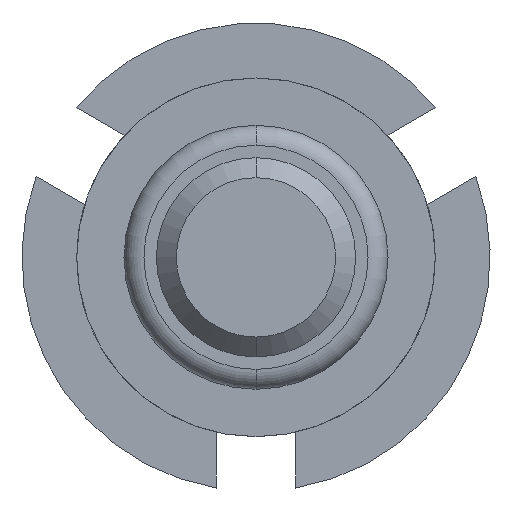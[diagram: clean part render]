
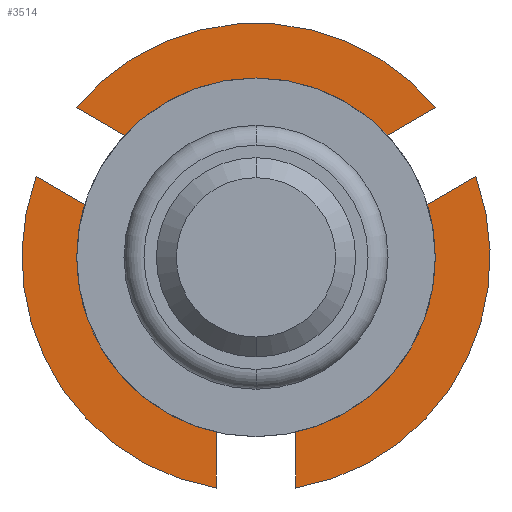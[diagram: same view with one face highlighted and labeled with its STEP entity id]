
A CAD part, front view. The second image highlights one B-rep face of the part: STEP entity #3514.
In plain terms, the highlighted planar face has unit normal (0, -1, 0).
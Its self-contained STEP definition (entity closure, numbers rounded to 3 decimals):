
#34 = LINE ( 'NONE', #3898, #1806 ) ;
#90 = VERTEX_POINT ( 'NONE', #3037 ) ;
#92 = ORIENTED_EDGE ( 'NONE', *, *, #1642, .F. ) ;
#155 = CARTESIAN_POINT ( 'NONE',  ( 0., 5.5, 1.075 ) ) ;
#263 = CARTESIAN_POINT ( 'NONE',  ( 0.4, 5.5, -2.316 ) ) ;
#299 = ORIENTED_EDGE ( 'NONE', *, *, #4915, .F. ) ;
#340 = CARTESIAN_POINT ( 'NONE',  ( 1.655, 5.5, 0. ) ) ;
#393 = VERTEX_POINT ( 'NONE', #4321 ) ;
#412 = VECTOR ( 'NONE', #1040, 1000. ) ;
#491 = VERTEX_POINT ( 'NONE', #2909 ) ;
#534 = CARTESIAN_POINT ( 'NONE',  ( 1.186, 5.5, 1.146 ) ) ;
#560 = CARTESIAN_POINT ( 'NONE',  ( 0., 5.5, 0. ) ) ;
#590 = VECTOR ( 'NONE', #1532, 1000. ) ;
#593 = LINE ( 'NONE', #2961, #3653 ) ;
#612 = EDGE_LOOP ( 'NONE', ( #1527, #4002, #4325, #2271 ) ) ;
#636 = VERTEX_POINT ( 'NONE', #4127 ) ;
#768 = CARTESIAN_POINT ( 'NONE',  ( -0.2, 5.5, 0.346 ) ) ;
#785 = AXIS2_PLACEMENT_3D ( 'NONE', #560, #2858, #3283 ) ;
#824 = ORIENTED_EDGE ( 'NONE', *, *, #3555, .F. ) ;
#834 = DIRECTION ( 'NONE',  ( 0.866, 0., 0.5 ) ) ;
#929 = DIRECTION ( 'NONE',  ( 0., 0., -1. ) ) ;
#989 = ORIENTED_EDGE ( 'NONE', *, *, #3057, .F. ) ;
#1040 = DIRECTION ( 'NONE',  ( -0.839, 0., 0.545 ) ) ;
#1046 = CARTESIAN_POINT ( 'NONE',  ( 0., 5.5, 0. ) ) ;
#1053 = EDGE_CURVE ( 'Defeature ausgef�hrt4_42+Defeature ausgef�hrt4_26+Defeature ausgef�hrt4_43+Defeature ausgef�hrt4_41', #636, #1289, #1969, .T. ) ;
#1105 = CARTESIAN_POINT ( 'NONE',  ( 0., 5.5, 1.075 ) ) ;
#1107 = DIRECTION ( 'NONE',  ( 0.5, 0., 0.866 ) ) ;
#1126 = VERTEX_POINT ( 'NONE', #1210 ) ;
#1146 = VECTOR ( 'NONE', #1869, 1000. ) ;
#1210 = CARTESIAN_POINT ( 'NONE',  ( 1.586, 5.5, 0.454 ) ) ;
#1247 = CARTESIAN_POINT ( 'NONE',  ( 0., 5.5, 0. ) ) ;
#1289 = VERTEX_POINT ( 'NONE', #4501 ) ;
#1290 = EDGE_CURVE ( 'Defeature ausgef�hrt4_19+Defeature ausgef�hrt4_26+Defeature ausgef�hrt4_41+Defeature ausgef�hrt4_40', #3733, #3885, #1781, .T. ) ;
#1369 = CARTESIAN_POINT ( 'NONE',  ( 0., 5.5, -1.6 ) ) ;
#1442 = LINE ( 'NONE', #768, #3597 ) ;
#1487 = ORIENTED_EDGE ( 'NONE', *, *, #4089, .F. ) ;
#1518 = DIRECTION ( 'NONE',  ( 0., 0., -1. ) ) ;
#1527 = ORIENTED_EDGE ( 'NONE', *, *, #3901, .F. ) ;
#1532 = DIRECTION ( 'NONE',  ( 0.839, 0., 0.545 ) ) ;
#1546 = ORIENTED_EDGE ( 'NONE', *, *, #3363, .F. ) ;
#1568 = DIRECTION ( 'NONE',  ( -0.866, 0., 0.5 ) ) ;
#1587 = VERTEX_POINT ( 'NONE', #5083 ) ;
#1642 = EDGE_CURVE ( 'Defeature ausgef�hrt4_38+Defeature ausgef�hrt4_26+Defeature ausgef�hrt4_39+Defeature ausgef�hrt4_20', #1126, #3862, #3256, .T. ) ;
#1666 = ORIENTED_EDGE ( 'NONE', *, *, #1290, .F. ) ;
#1670 = EDGE_LOOP ( 'NONE', ( #1487, #1858, #824, #2638, #2887, #3059, #1546, #299, #92, #2422, #989, #1666 ) ) ;
#1781 = CIRCLE ( 'NONE', #785, 2.35 ) ;
#1806 = VECTOR ( 'NONE', #4249, 1000. ) ;
#1858 = ORIENTED_EDGE ( 'NONE', *, *, #1053, .F. ) ;
#1869 = DIRECTION ( 'NONE',  ( 0., 0., -1. ) ) ;
#1871 = LINE ( 'NONE', #2332, #4530 ) ;
#1880 = CARTESIAN_POINT ( 'NONE',  ( 0., 5.5, -1.075 ) ) ;
#1907 = VECTOR ( 'NONE', #834, 1000. ) ;
#1939 = CARTESIAN_POINT ( 'NONE',  ( 0.2, 5.5, -0.346 ) ) ;
#1969 = LINE ( 'NONE', #3060, #4188 ) ;
#2017 = VECTOR ( 'NONE', #4431, 1000. ) ;
#2109 = DIRECTION ( 'NONE',  ( -1., 0., 0. ) ) ;
#2271 = ORIENTED_EDGE ( 'NONE', *, *, #2739, .F. ) ;
#2282 = EDGE_CURVE ( 'Defeature ausgef�hrt4_39+Defeature ausgef�hrt4_26+Defeature ausgef�hrt4_40+Defeature ausgef�hrt4_38', #4461, #1126, #2686, .T. ) ;
#2292 = CARTESIAN_POINT ( 'NONE',  ( -0.2, 5.5, -0.346 ) ) ;
#2318 = EDGE_CURVE ( 'Defeature ausgef�hrt4_36+Defeature ausgef�hrt4_26+Defeature ausgef�hrt4_37+Defeature ausgef�hrt4_35', #4979, #491, #4909, .T. ) ;
#2332 = CARTESIAN_POINT ( 'NONE',  ( 0.2, 5.5, 0.346 ) ) ;
#2422 = ORIENTED_EDGE ( 'NONE', *, *, #2282, .F. ) ;
#2435 = CARTESIAN_POINT ( 'NONE',  ( -1.805, 5.5, 1.504 ) ) ;
#2445 = VECTOR ( 'NONE', #2109, 1000. ) ;
#2483 = VERTEX_POINT ( 'NONE', #263 ) ;
#2528 = EDGE_CURVE ( 'Defeature ausgef�hrt4_35+Defeature ausgef�hrt4_26+Defeature ausgef�hrt4_36+Defeature ausgef�hrt4_34', #491, #393, #2801, .T. ) ;
#2530 = DIRECTION ( 'NONE',  ( 0., 0., -1. ) ) ;
#2601 = CARTESIAN_POINT ( 'NONE',  ( -2.205, 5.5, 0.811 ) ) ;
#2638 = ORIENTED_EDGE ( 'NONE', *, *, #4948, .F. ) ;
#2679 = CARTESIAN_POINT ( 'NONE',  ( -0.4, 5.5, 0. ) ) ;
#2686 = LINE ( 'NONE', #3177, #2017 ) ;
#2739 = EDGE_CURVE ( 'Defeature ausgef�hrt4_27+Defeature ausgef�hrt4_26+Defeature ausgef�hrt4_28+Defeature ausgef�hrt4_30', #5042, #1587, #4293, .T. ) ;
#2773 = DIRECTION ( 'NONE',  ( -0.866, 0., -0.5 ) ) ;
#2801 = LINE ( 'NONE', #2679, #1146 ) ;
#2842 = AXIS2_PLACEMENT_3D ( 'NONE', #1046, #4251, #1518 ) ;
#2858 = DIRECTION ( 'NONE',  ( 0., 1., 0. ) ) ;
#2887 = ORIENTED_EDGE ( 'NONE', *, *, #2528, .F. ) ;
#2909 = CARTESIAN_POINT ( 'NONE',  ( -0.4, 5.5, -1.6 ) ) ;
#2961 = CARTESIAN_POINT ( 'NONE',  ( 0.4, 5.5, 0. ) ) ;
#2979 = VERTEX_POINT ( 'NONE', #2601 ) ;
#3035 = AXIS2_PLACEMENT_3D ( 'NONE', #4898, #4882, #2530 ) ;
#3037 = CARTESIAN_POINT ( 'NONE',  ( 1.655, 5.5, 0. ) ) ;
#3057 = EDGE_CURVE ( 'Defeature ausgef�hrt4_40+Defeature ausgef�hrt4_26+Defeature ausgef�hrt4_19+Defeature ausgef�hrt4_39', #3885, #4461, #1442, .T. ) ;
#3059 = ORIENTED_EDGE ( 'NONE', *, *, #2318, .F. ) ;
#3060 = CARTESIAN_POINT ( 'NONE',  ( -1.386, 5.5, 0.8 ) ) ;
#3177 = CARTESIAN_POINT ( 'NONE',  ( 1.386, 5.5, 0.8 ) ) ;
#3256 = LINE ( 'NONE', #1939, #1907 ) ;
#3283 = DIRECTION ( 'NONE',  ( 0., 0., -1. ) ) ;
#3363 = EDGE_CURVE ( 'Defeature ausgef�hrt4_37+Defeature ausgef�hrt4_26+Defeature ausgef�hrt4_20+Defeature ausgef�hrt4_36', #2483, #4979, #593, .T. ) ;
#3391 = PLANE ( 'NONE',  #2842 ) ;
#3398 = CIRCLE ( 'NONE', #3948, 2.35 ) ;
#3412 = VECTOR ( 'NONE', #4041, 1000. ) ;
#3471 = VECTOR ( 'NONE', #3917, 1000. ) ;
#3514 = ADVANCED_FACE ( 'Defeature ausgef�hrt4_26', ( #4901, #4289 ), #3391, .T. ) ;
#3552 = VERTEX_POINT ( 'NONE', #1880 ) ;
#3555 = EDGE_CURVE ( 'Defeature ausgef�hrt4_43+Defeature ausgef�hrt4_26+Defeature ausgef�hrt4_34+Defeature ausgef�hrt4_42', #2979, #636, #3842, .T. ) ;
#3597 = VECTOR ( 'NONE', #2773, 1000. ) ;
#3649 = CARTESIAN_POINT ( 'NONE',  ( -1.655, 5.5, 0. ) ) ;
#3653 = VECTOR ( 'NONE', #3704, 1000. ) ;
#3704 = DIRECTION ( 'NONE',  ( 0., 0., 1. ) ) ;
#3709 = LINE ( 'NONE', #340, #590 ) ;
#3733 = VERTEX_POINT ( 'NONE', #2435 ) ;
#3842 = LINE ( 'NONE', #2292, #3471 ) ;
#3862 = VERTEX_POINT ( 'NONE', #4871 ) ;
#3885 = VERTEX_POINT ( 'NONE', #4602 ) ;
#3898 = CARTESIAN_POINT ( 'NONE',  ( 0., 5.5, -1.075 ) ) ;
#3901 = EDGE_CURVE ( 'Defeature ausgef�hrt4_28+Defeature ausgef�hrt4_26+Defeature ausgef�hrt4_29+Defeature ausgef�hrt4_27', #90, #5042, #3974, .T. ) ;
#3905 = CIRCLE ( 'NONE', #3035, 2.35 ) ;
#3917 = DIRECTION ( 'NONE',  ( 0.866, 0., -0.5 ) ) ;
#3948 = AXIS2_PLACEMENT_3D ( 'NONE', #1247, #4848, #929 ) ;
#3974 = LINE ( 'NONE', #1105, #412 ) ;
#4002 = ORIENTED_EDGE ( 'NONE', *, *, #4118, .F. ) ;
#4041 = DIRECTION ( 'NONE',  ( -0.839, 0., -0.545 ) ) ;
#4089 = EDGE_CURVE ( 'Defeature ausgef�hrt4_41+Defeature ausgef�hrt4_26+Defeature ausgef�hrt4_42+Defeature ausgef�hrt4_19', #1289, #3733, #1871, .T. ) ;
#4118 = EDGE_CURVE ( 'Defeature ausgef�hrt4_29+Defeature ausgef�hrt4_26+Defeature ausgef�hrt4_30+Defeature ausgef�hrt4_28', #3552, #90, #3709, .T. ) ;
#4127 = CARTESIAN_POINT ( 'NONE',  ( -1.586, 5.5, 0.454 ) ) ;
#4188 = VECTOR ( 'NONE', #1107, 1000. ) ;
#4249 = DIRECTION ( 'NONE',  ( 0.839, 0., -0.545 ) ) ;
#4251 = DIRECTION ( 'NONE',  ( 0., -1., 0. ) ) ;
#4289 = FACE_BOUND ( 'NONE', #612, .T. ) ;
#4293 = LINE ( 'NONE', #3649, #3412 ) ;
#4321 = CARTESIAN_POINT ( 'NONE',  ( -0.4, 5.5, -2.316 ) ) ;
#4325 = ORIENTED_EDGE ( 'NONE', *, *, #4656, .F. ) ;
#4431 = DIRECTION ( 'NONE',  ( 0.5, 0., -0.866 ) ) ;
#4461 = VERTEX_POINT ( 'NONE', #534 ) ;
#4501 = CARTESIAN_POINT ( 'NONE',  ( -1.186, 5.5, 1.146 ) ) ;
#4530 = VECTOR ( 'NONE', #1568, 1000. ) ;
#4602 = CARTESIAN_POINT ( 'NONE',  ( 1.805, 5.5, 1.504 ) ) ;
#4656 = EDGE_CURVE ( 'Defeature ausgef�hrt4_30+Defeature ausgef�hrt4_26+Defeature ausgef�hrt4_27+Defeature ausgef�hrt4_29', #1587, #3552, #34, .T. ) ;
#4848 = DIRECTION ( 'NONE',  ( 0., 1., 0. ) ) ;
#4871 = CARTESIAN_POINT ( 'NONE',  ( 2.205, 5.5, 0.811 ) ) ;
#4882 = DIRECTION ( 'NONE',  ( 0., 1., 0. ) ) ;
#4898 = CARTESIAN_POINT ( 'NONE',  ( 0., 5.5, 0. ) ) ;
#4901 = FACE_OUTER_BOUND ( 'NONE', #1670, .T. ) ;
#4909 = LINE ( 'NONE', #1369, #2445 ) ;
#4915 = EDGE_CURVE ( 'Defeature ausgef�hrt4_20+Defeature ausgef�hrt4_26+Defeature ausgef�hrt4_38+Defeature ausgef�hrt4_37', #3862, #2483, #3398, .T. ) ;
#4933 = CARTESIAN_POINT ( 'NONE',  ( 0.4, 5.5, -1.6 ) ) ;
#4948 = EDGE_CURVE ( 'Defeature ausgef�hrt4_34+Defeature ausgef�hrt4_26+Defeature ausgef�hrt4_35+Defeature ausgef�hrt4_43', #393, #2979, #3905, .T. ) ;
#4979 = VERTEX_POINT ( 'NONE', #4933 ) ;
#5042 = VERTEX_POINT ( 'NONE', #155 ) ;
#5083 = CARTESIAN_POINT ( 'NONE',  ( -1.655, 5.5, 0. ) ) ;
